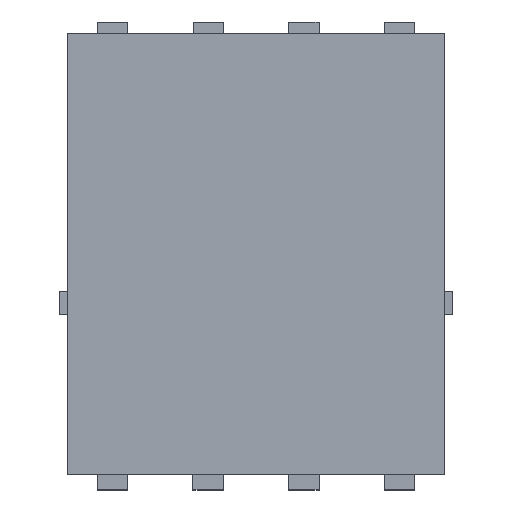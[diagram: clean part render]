
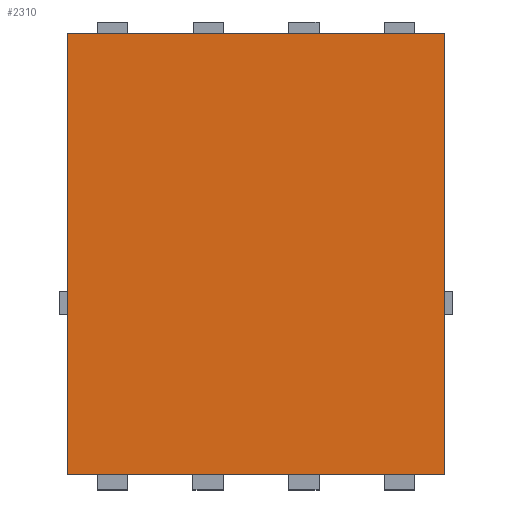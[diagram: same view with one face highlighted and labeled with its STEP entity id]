
A CAD part, top view. The second image highlights one B-rep face of the part: STEP entity #2310.
In plain terms, the highlighted planar face has unit normal (0, 0, 1).
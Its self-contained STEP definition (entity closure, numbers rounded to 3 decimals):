
#154=FACE_OUTER_BOUND($,#278,.T.);
#278=EDGE_LOOP($,(#1823,#1824,#1825,#1826));
#475=LINE($,#3512,#763);
#481=LINE($,#3522,#769);
#490=LINE($,#3540,#778);
#492=LINE($,#3543,#780);
#763=VECTOR($,#2842,5.);
#769=VECTOR($,#2850,5.85);
#778=VECTOR($,#2873,5.85);
#780=VECTOR($,#2877,5.);
#1028=VERTEX_POINT($,#3509);
#1029=VERTEX_POINT($,#3511);
#1032=VERTEX_POINT($,#3520);
#1034=VERTEX_POINT($,#3539);
#1299=EDGE_CURVE($,#1029,#1028,#475,.T.);
#1305=EDGE_CURVE($,#1028,#1032,#481,.T.);
#1314=EDGE_CURVE($,#1034,#1029,#490,.T.);
#1316=EDGE_CURVE($,#1032,#1034,#492,.T.);
#1823=ORIENTED_EDGE($,*,*,#1299,.T.);
#1824=ORIENTED_EDGE($,*,*,#1305,.T.);
#1825=ORIENTED_EDGE($,*,*,#1316,.T.);
#1826=ORIENTED_EDGE($,*,*,#1314,.T.);
#2198=PLANE($,#2471);
#2310=ADVANCED_FACE($,(#154),#2198,.T.);
#2471=AXIS2_PLACEMENT_3D($,#3544,#2878,#2879);
#2842=DIRECTION($,(-1.,0.,0.));
#2850=DIRECTION($,(0.,-1.,0.));
#2873=DIRECTION($,(0.,1.,0.));
#2877=DIRECTION($,(1.,0.,0.));
#2878=DIRECTION('center_axis',(0.,0.,1.));
#2879=DIRECTION('ref_axis',(1.,0.,0.));
#3509=CARTESIAN_POINT('',(-2.5,2.925,1.1));
#3511=CARTESIAN_POINT('',(2.5,2.925,1.1));
#3512=CARTESIAN_POINT($,(2.5,2.925,1.1));
#3520=CARTESIAN_POINT('',(-2.5,-2.925,1.1));
#3522=CARTESIAN_POINT($,(-2.5,2.925,1.1));
#3539=CARTESIAN_POINT('',(2.5,-2.925,1.1));
#3540=CARTESIAN_POINT($,(2.5,-2.925,1.1));
#3543=CARTESIAN_POINT($,(-2.5,-2.925,1.1));
#3544=CARTESIAN_POINT('Origin',(0.,0.,1.1));
